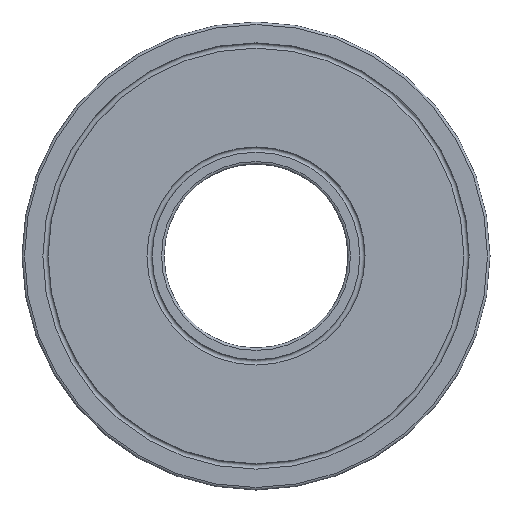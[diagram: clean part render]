
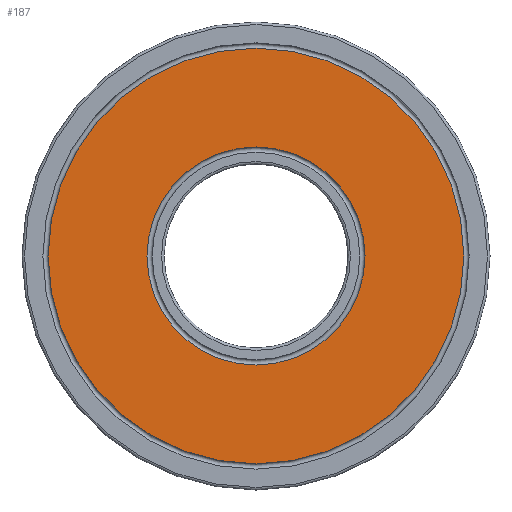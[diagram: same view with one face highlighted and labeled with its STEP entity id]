
A CAD part, front view. The second image highlights one B-rep face of the part: STEP entity #187.
In plain terms, the highlighted planar face has unit normal (0, -1, 0).
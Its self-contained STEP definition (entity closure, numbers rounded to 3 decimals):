
#16=PLANE($,#215);
#27=FACE_BOUND($,#65,.T.);
#45=FACE_OUTER_BOUND($,#64,.T.);
#64=EDGE_LOOP($,(#144));
#65=EDGE_LOOP($,(#145));
#90=CIRCLE($,#211,13.044);
#91=CIRCLE($,#213,24.865);
#106=VERTEX_POINT($,#316);
#107=VERTEX_POINT($,#319);
#122=EDGE_CURVE($,#106,#106,#90,.T.);
#123=EDGE_CURVE($,#107,#107,#91,.T.);
#144=ORIENTED_EDGE($,*,*,#123,.T.);
#145=ORIENTED_EDGE($,*,*,#122,.T.);
#187=ADVANCED_FACE($,(#45,#27),#16,.F.);
#211=AXIS2_PLACEMENT_3D($,#317,#256,#257);
#213=AXIS2_PLACEMENT_3D($,#320,#260,#261);
#215=AXIS2_PLACEMENT_3D($,#323,#264,#265);
#256=DIRECTION('center_axis',(0.,1.,0.));
#257=DIRECTION('ref_axis',(0.,0.,-1.));
#260=DIRECTION('center_axis',(0.,-1.,0.));
#261=DIRECTION('ref_axis',(0.,0.,-1.));
#264=DIRECTION('center_axis',(0.,1.,0.));
#265=DIRECTION('ref_axis',(0.,0.,1.));
#316=CARTESIAN_POINT('',(0.,-16.,13.044));
#317=CARTESIAN_POINT('Origin',(0.,-16.,0.));
#319=CARTESIAN_POINT('',(0.,-16.,24.865));
#320=CARTESIAN_POINT('Origin',(0.,-16.,0.));
#323=CARTESIAN_POINT('Origin',(0.,-16.,0.));
